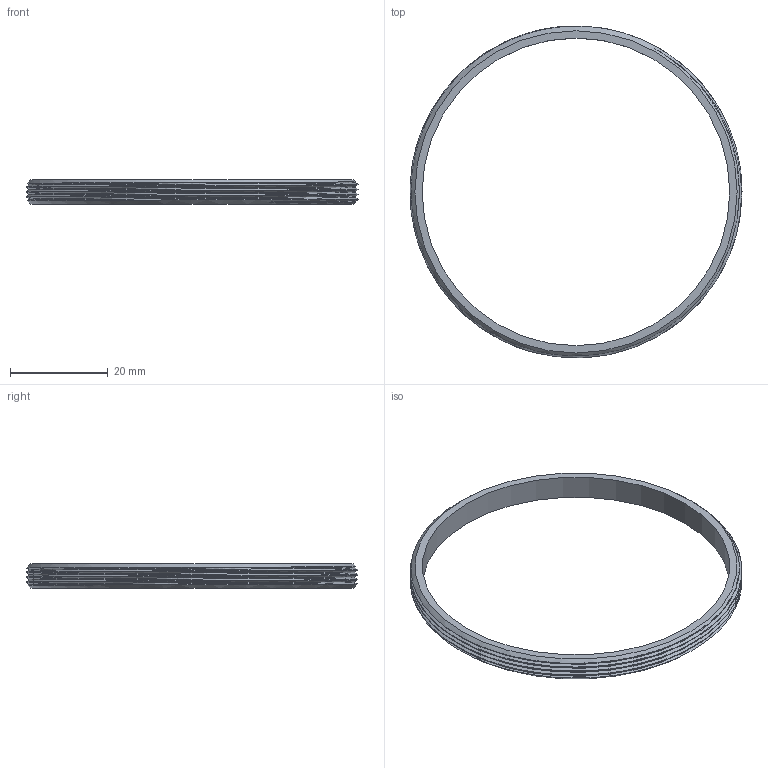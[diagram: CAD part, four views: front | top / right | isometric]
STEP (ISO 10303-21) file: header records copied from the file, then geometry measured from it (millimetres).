
FILE_DESCRIPTION(('FreeCAD Model'),'2;1');
FILE_NAME('Open CASCADE Shape Model','2025-05-18T13:15:08',('BT'),(''), 'Open CASCADE STEP processor 7.6','FreeCAD','Unknown');
FILE_SCHEMA(('AUTOMOTIVE_DESIGN { 1 0 10303 214 1 1 1 1 }'));
Length unit declared in the file: millimetre
Products named in the file (1): Body
Bounding box: 67.99 x 67.97 x 5 mm (x, y, z)
Volume: 2127.6 mm3; surface area: 3285.4 mm2
Topology: 1 solids, 1 shells, 28 faces, 58 edges, 32 vertices
Faces by surface type: bspline 16, cylinder 6, cone 4, plane 2
Full cylindrical faces by diameter (mm): 63 x1, 68 x3
Entity records: 2775 total; most frequent: CARTESIAN_POINT 2304, ORIENTED_EDGE 116, EDGE_CURVE 58, DIRECTION 51, VERTEX_POINT 32, B_SPLINE_CURVE_WITH_KNOTS 31, FACE_BOUND 30, EDGE_LOOP 30
